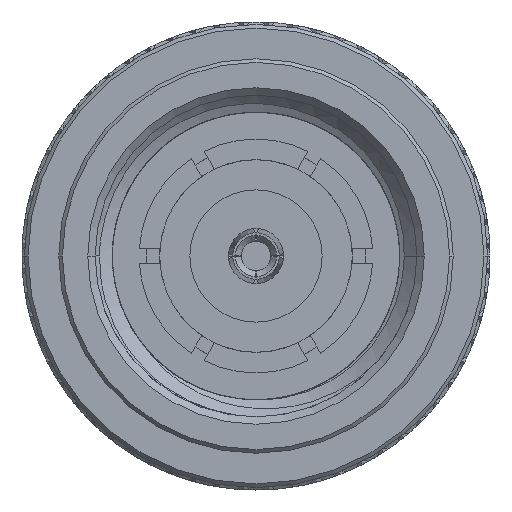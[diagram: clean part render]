
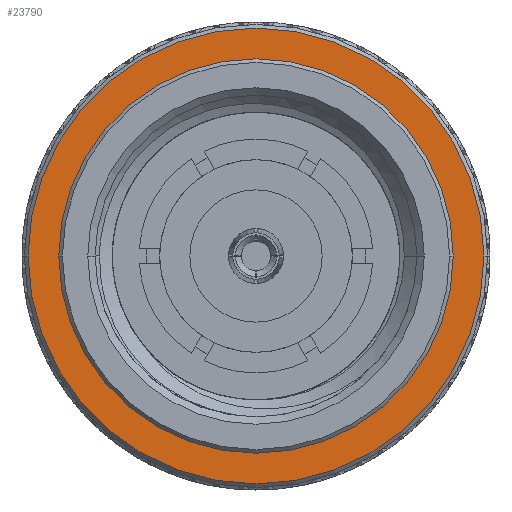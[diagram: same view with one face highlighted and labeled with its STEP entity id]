
A CAD part, left-side view. The second image highlights one B-rep face of the part: STEP entity #23790.
In plain terms, the highlighted planar face has unit normal (-1, 0, 0).
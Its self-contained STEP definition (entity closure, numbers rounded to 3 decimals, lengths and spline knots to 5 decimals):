
#425 = ORIENTED_EDGE ( 'NONE', *, *, #35768, .T. ) ;
#1228 = AXIS2_PLACEMENT_3D ( 'NONE', #16222, #67354, #60816 ) ;
#2663 = VERTEX_POINT ( 'NONE', #7270 ) ;
#4668 = ORIENTED_EDGE ( 'NONE', *, *, #62094, .T. ) ;
#7270 = CARTESIAN_POINT ( 'NONE',  ( 0.03839, 0.30996, 0. ) ) ;
#8173 = CIRCLE ( 'NONE', #37043, 0.26823 ) ;
#13233 = CIRCLE ( 'NONE', #46806, 0.26823 ) ;
#13465 = CARTESIAN_POINT ( 'NONE',  ( 0.03839, 0., 0. ) ) ;
#13677 = CARTESIAN_POINT ( 'NONE',  ( 0.03839, 0., 0. ) ) ;
#16140 = DIRECTION ( 'NONE',  ( 0., 0., 1. ) ) ;
#16222 = CARTESIAN_POINT ( 'NONE',  ( 0.03839, 0., 0. ) ) ;
#18590 = CARTESIAN_POINT ( 'NONE',  ( 0.03839, -0.30996, 0. ) ) ;
#20122 = FACE_OUTER_BOUND ( 'NONE', #54980, .T. ) ;
#23790 = ADVANCED_FACE ( 'NONE', ( #20122, #31709 ), #53850, .T. ) ;
#24143 = DIRECTION ( 'NONE',  ( 0., 1., 0. ) ) ;
#24805 = DIRECTION ( 'NONE',  ( -1., 0., 0. ) ) ;
#25180 = VERTEX_POINT ( 'NONE', #57896 ) ;
#25454 = ORIENTED_EDGE ( 'NONE', *, *, #30445, .T. ) ;
#28410 = AXIS2_PLACEMENT_3D ( 'NONE', #58962, #70595, #16140 ) ;
#30445 = EDGE_CURVE ( 'NONE', #53189, #2663, #65990, .T. ) ;
#31709 = FACE_BOUND ( 'NONE', #44637, .T. ) ;
#34659 = AXIS2_PLACEMENT_3D ( 'NONE', #59290, #24805, #37133 ) ;
#35739 = CARTESIAN_POINT ( 'NONE',  ( 0.03839, 0.26823, 0. ) ) ;
#35768 = EDGE_CURVE ( 'NONE', #25180, #62115, #13233, .T. ) ;
#36336 = ORIENTED_EDGE ( 'NONE', *, *, #66762, .T. ) ;
#37043 = AXIS2_PLACEMENT_3D ( 'NONE', #13677, #46651, #24143 ) ;
#37133 = DIRECTION ( 'NONE',  ( 0., -1., 0. ) ) ;
#38264 = CIRCLE ( 'NONE', #1228, 0.30996 ) ;
#44637 = EDGE_LOOP ( 'NONE', ( #4668, #425 ) ) ;
#46651 = DIRECTION ( 'NONE',  ( 1., 0., 0. ) ) ;
#46806 = AXIS2_PLACEMENT_3D ( 'NONE', #13465, #62055, #51492 ) ;
#51492 = DIRECTION ( 'NONE',  ( 0., 1., 0. ) ) ;
#53189 = VERTEX_POINT ( 'NONE', #18590 ) ;
#53850 = PLANE ( 'NONE',  #28410 ) ;
#54980 = EDGE_LOOP ( 'NONE', ( #36336, #25454 ) ) ;
#57896 = CARTESIAN_POINT ( 'NONE',  ( 0.03839, -0.26823, 0. ) ) ;
#58962 = CARTESIAN_POINT ( 'NONE',  ( 0.03839, 0.26823, 0. ) ) ;
#59290 = CARTESIAN_POINT ( 'NONE',  ( 0.03839, 0., 0. ) ) ;
#60816 = DIRECTION ( 'NONE',  ( 0., -1., 0. ) ) ;
#62055 = DIRECTION ( 'NONE',  ( 1., 0., 0. ) ) ;
#62094 = EDGE_CURVE ( 'NONE', #62115, #25180, #8173, .T. ) ;
#62115 = VERTEX_POINT ( 'NONE', #35739 ) ;
#65990 = CIRCLE ( 'NONE', #34659, 0.30996 ) ;
#66762 = EDGE_CURVE ( 'NONE', #2663, #53189, #38264, .T. ) ;
#67354 = DIRECTION ( 'NONE',  ( -1., 0., 0. ) ) ;
#70595 = DIRECTION ( 'NONE',  ( -1., 0., 0. ) ) ;
